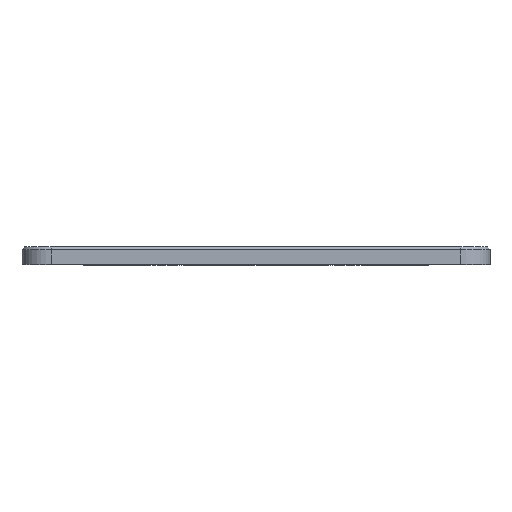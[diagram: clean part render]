
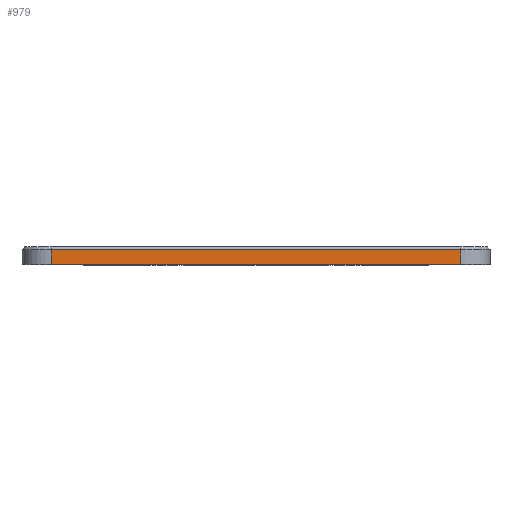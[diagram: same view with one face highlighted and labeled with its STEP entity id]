
A CAD part, top view. The second image highlights one B-rep face of the part: STEP entity #979.
In plain terms, the highlighted planar face has unit normal (0, 0, 1).
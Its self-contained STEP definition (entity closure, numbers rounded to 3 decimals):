
#264 = LINE ( 'NONE', #1366, #1015 ) ;
#332 = CARTESIAN_POINT ( 'NONE',  ( -40., -3., 0. ) ) ;
#354 = VERTEX_POINT ( 'NONE', #3580 ) ;
#409 = LINE ( 'NONE', #2053, #3393 ) ;
#490 = VECTOR ( 'NONE', #2601, 1000. ) ;
#502 = CARTESIAN_POINT ( 'NONE',  ( -35., -0.5, 0. ) ) ;
#621 = VECTOR ( 'NONE', #2040, 1000. ) ;
#636 = DIRECTION ( 'NONE',  ( 1., 0., 0. ) ) ;
#704 = CARTESIAN_POINT ( 'NONE',  ( -40., -0.5, 0. ) ) ;
#841 = CARTESIAN_POINT ( 'NONE',  ( 35., -3., 0. ) ) ;
#871 = EDGE_CURVE ( 'NONE', #1233, #3588, #264, .T. ) ;
#955 = ORIENTED_EDGE ( 'NONE', *, *, #1865, .T. ) ;
#979 = ADVANCED_FACE ( 'NONE', ( #4314 ), #3287, .T. ) ;
#1015 = VECTOR ( 'NONE', #3971, 1000. ) ;
#1233 = VERTEX_POINT ( 'NONE', #502 ) ;
#1328 = ORIENTED_EDGE ( 'NONE', *, *, #2460, .T. ) ;
#1340 = DIRECTION ( 'NONE',  ( 0., 0., 1. ) ) ;
#1366 = CARTESIAN_POINT ( 'NONE',  ( -35., -3., 0. ) ) ;
#1539 = ORIENTED_EDGE ( 'NONE', *, *, #3168, .T. ) ;
#1727 = DIRECTION ( 'NONE',  ( 1., 0., 0. ) ) ;
#1865 = EDGE_CURVE ( 'NONE', #2544, #354, #2582, .T. ) ;
#2040 = DIRECTION ( 'NONE',  ( -1., 0., 0. ) ) ;
#2049 = ORIENTED_EDGE ( 'NONE', *, *, #871, .T. ) ;
#2053 = CARTESIAN_POINT ( 'NONE',  ( -40., -3., 0. ) ) ;
#2259 = CARTESIAN_POINT ( 'NONE',  ( 35., -3., 0. ) ) ;
#2460 = EDGE_CURVE ( 'NONE', #3588, #2544, #409, .T. ) ;
#2544 = VERTEX_POINT ( 'NONE', #841 ) ;
#2582 = LINE ( 'NONE', #2259, #490 ) ;
#2601 = DIRECTION ( 'NONE',  ( 0., 1., 0. ) ) ;
#2872 = CARTESIAN_POINT ( 'NONE',  ( -35., -3., 0. ) ) ;
#3034 = EDGE_LOOP ( 'NONE', ( #955, #1539, #2049, #1328 ) ) ;
#3168 = EDGE_CURVE ( 'NONE', #354, #1233, #3733, .T. ) ;
#3287 = PLANE ( 'NONE',  #3589 ) ;
#3393 = VECTOR ( 'NONE', #1727, 1000. ) ;
#3580 = CARTESIAN_POINT ( 'NONE',  ( 35., -0.5, 0. ) ) ;
#3588 = VERTEX_POINT ( 'NONE', #2872 ) ;
#3589 = AXIS2_PLACEMENT_3D ( 'NONE', #332, #1340, #636 ) ;
#3733 = LINE ( 'NONE', #704, #621 ) ;
#3971 = DIRECTION ( 'NONE',  ( 0., -1., 0. ) ) ;
#4314 = FACE_OUTER_BOUND ( 'NONE', #3034, .T. ) ;
